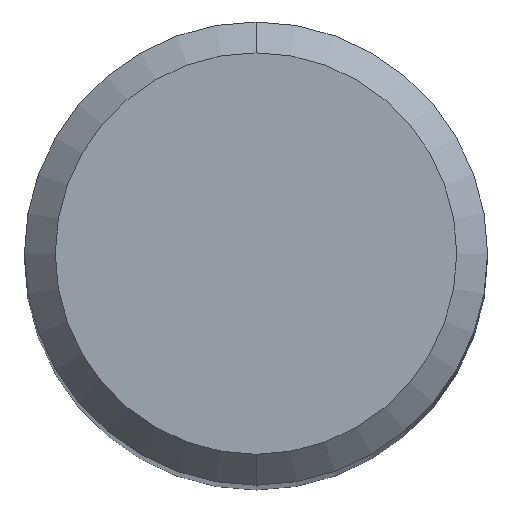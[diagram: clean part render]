
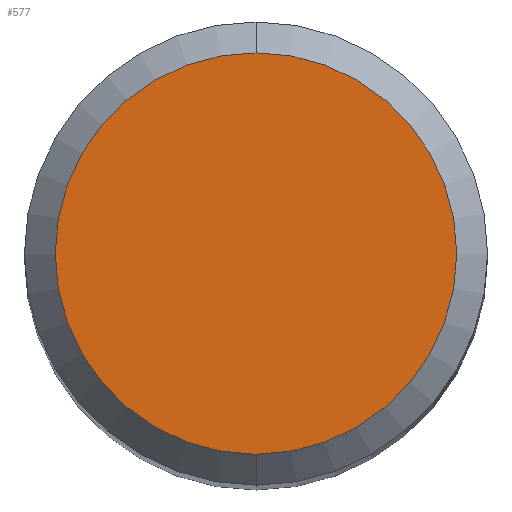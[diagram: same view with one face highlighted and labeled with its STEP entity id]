
A CAD part, top view. The second image highlights one B-rep face of the part: STEP entity #577.
In plain terms, the highlighted planar face has unit normal (0, 0, 1).
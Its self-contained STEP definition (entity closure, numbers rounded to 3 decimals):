
#573=VERTEX_POINT('',#1167);
#577=ADVANCED_FACE('',(#1172),#1173,.T.);
#607=VERTEX_POINT('',#1207);
#631=EDGE_CURVE('',#573,#607,#1232,.T.);
#693=EDGE_CURVE('',#607,#573,#1300,.T.);
#1167=CARTESIAN_POINT('',(0.,-2.6,0.0));
#1172=FACE_OUTER_BOUND('',#3048,.T.);
#1173=PLANE('',#3049);
#1207=CARTESIAN_POINT('',(0.0,2.6,0.0));
#1232=CIRCLE('',#3166,2.6);
#1300=CIRCLE('',#4044,2.6);
#3048=EDGE_LOOP('',(#5996,#5997));
#3049=AXIS2_PLACEMENT_3D('',#5998,#5999,#6000);
#3166=AXIS2_PLACEMENT_3D('',#6061,#6062,#6063);
#4044=AXIS2_PLACEMENT_3D('',#6128,#6129,#6130);
#5996=ORIENTED_EDGE('',*,*,#693,.F.);
#5997=ORIENTED_EDGE('',*,*,#631,.F.);
#5998=CARTESIAN_POINT('',(0.0,1.3,0.0));
#5999=DIRECTION('',(-0.0,0.0,1.0));
#6000=DIRECTION('',(0.0,-1.0,0.0));
#6061=CARTESIAN_POINT('',(0.0,0.0,0.0));
#6062=DIRECTION('',(0.0,0.0,-1.0));
#6063=DIRECTION('',(0.0,1.0,0.0));
#6128=CARTESIAN_POINT('',(0.0,0.0,0.0));
#6129=DIRECTION('',(0.0,0.0,-1.0));
#6130=DIRECTION('',(0.0,1.0,0.0));
